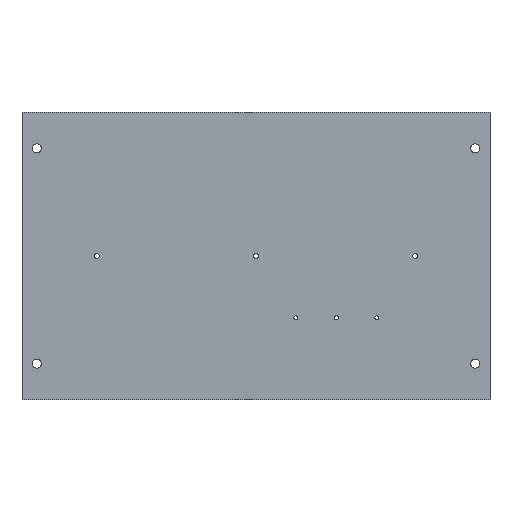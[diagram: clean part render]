
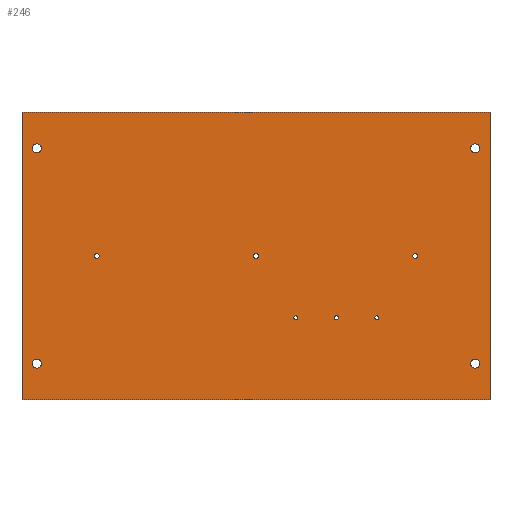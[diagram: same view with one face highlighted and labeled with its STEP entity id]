
A CAD part, top view. The second image highlights one B-rep face of the part: STEP entity #246.
In plain terms, the highlighted planar face has unit normal (0, 0, 1).
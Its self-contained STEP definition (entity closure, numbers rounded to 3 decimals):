
#24 = VERTEX_POINT('',#25);
#25 = CARTESIAN_POINT('',(-293.688,-180.181,2.032));
#31 = EDGE_CURVE('',#24,#32,#34,.T.);
#32 = VERTEX_POINT('',#33);
#33 = CARTESIAN_POINT('',(-293.688,180.181,2.032));
#34 = LINE('',#35,#36);
#35 = CARTESIAN_POINT('',(-293.688,-180.181,2.032));
#36 = VECTOR('',#37,1.);
#37 = DIRECTION('',(0.,1.,0.));
#64 = VERTEX_POINT('',#65);
#65 = CARTESIAN_POINT('',(293.688,-180.181,2.032));
#71 = EDGE_CURVE('',#64,#24,#72,.T.);
#72 = LINE('',#73,#74);
#73 = CARTESIAN_POINT('',(293.688,-180.181,2.032));
#74 = VECTOR('',#75,1.);
#75 = DIRECTION('',(-1.,0.,0.));
#93 = EDGE_CURVE('',#32,#94,#96,.T.);
#94 = VERTEX_POINT('',#95);
#95 = CARTESIAN_POINT('',(293.688,180.181,2.032));
#96 = LINE('',#97,#98);
#97 = CARTESIAN_POINT('',(-293.688,180.181,2.032));
#98 = VECTOR('',#99,1.);
#99 = DIRECTION('',(1.,0.,0.));
#246 = ADVANCED_FACE('',(#247,#258,#269,#280,#291,#302,#313,#324,#335,
    #346,#357),#368,.T.);
#247 = FACE_BOUND('',#248,.T.);
#248 = EDGE_LOOP('',(#249,#250,#251,#257));
#249 = ORIENTED_EDGE('',*,*,#31,.F.);
#250 = ORIENTED_EDGE('',*,*,#71,.F.);
#251 = ORIENTED_EDGE('',*,*,#252,.F.);
#252 = EDGE_CURVE('',#94,#64,#253,.T.);
#253 = LINE('',#254,#255);
#254 = CARTESIAN_POINT('',(293.688,180.181,2.032));
#255 = VECTOR('',#256,1.);
#256 = DIRECTION('',(0.,-1.,0.));
#257 = ORIENTED_EDGE('',*,*,#93,.F.);
#258 = FACE_BOUND('',#259,.T.);
#259 = EDGE_LOOP('',(#260));
#260 = ORIENTED_EDGE('',*,*,#261,.T.);
#261 = EDGE_CURVE('',#262,#262,#264,.T.);
#262 = VERTEX_POINT('',#263);
#263 = CARTESIAN_POINT('',(-269.3,-135.,2.032));
#264 = CIRCLE('',#265,5.7);
#265 = AXIS2_PLACEMENT_3D('',#266,#267,#268);
#266 = CARTESIAN_POINT('',(-275.,-135.,2.032));
#267 = DIRECTION('',(0.,0.,-1.));
#268 = DIRECTION('',(1.,0.,0.));
#269 = FACE_BOUND('',#270,.T.);
#270 = EDGE_LOOP('',(#271));
#271 = ORIENTED_EDGE('',*,*,#272,.F.);
#272 = EDGE_CURVE('',#273,#273,#275,.T.);
#273 = VERTEX_POINT('',#274);
#274 = CARTESIAN_POINT('',(52.54,-77.648,2.032));
#275 = CIRCLE('',#276,2.54);
#276 = AXIS2_PLACEMENT_3D('',#277,#278,#279);
#277 = CARTESIAN_POINT('',(50.,-77.648,2.032));
#278 = DIRECTION('',(0.,0.,1.));
#279 = DIRECTION('',(1.,0.,0.));
#280 = FACE_BOUND('',#281,.T.);
#281 = EDGE_LOOP('',(#282));
#282 = ORIENTED_EDGE('',*,*,#283,.F.);
#283 = EDGE_CURVE('',#284,#284,#286,.T.);
#284 = VERTEX_POINT('',#285);
#285 = CARTESIAN_POINT('',(103.34,-77.648,2.032));
#286 = CIRCLE('',#287,2.54);
#287 = AXIS2_PLACEMENT_3D('',#288,#289,#290);
#288 = CARTESIAN_POINT('',(100.8,-77.648,2.032));
#289 = DIRECTION('',(0.,0.,1.));
#290 = DIRECTION('',(1.,0.,0.));
#291 = FACE_BOUND('',#292,.T.);
#292 = EDGE_LOOP('',(#293));
#293 = ORIENTED_EDGE('',*,*,#294,.T.);
#294 = EDGE_CURVE('',#295,#295,#297,.T.);
#295 = VERTEX_POINT('',#296);
#296 = CARTESIAN_POINT('',(280.7,-135.,2.032));
#297 = CIRCLE('',#298,5.7);
#298 = AXIS2_PLACEMENT_3D('',#299,#300,#301);
#299 = CARTESIAN_POINT('',(275.,-135.,2.032));
#300 = DIRECTION('',(0.,0.,-1.));
#301 = DIRECTION('',(1.,0.,0.));
#302 = FACE_BOUND('',#303,.T.);
#303 = EDGE_LOOP('',(#304));
#304 = ORIENTED_EDGE('',*,*,#305,.F.);
#305 = EDGE_CURVE('',#306,#306,#308,.T.);
#306 = VERTEX_POINT('',#307);
#307 = CARTESIAN_POINT('',(154.14,-77.648,2.032));
#308 = CIRCLE('',#309,2.54);
#309 = AXIS2_PLACEMENT_3D('',#310,#311,#312);
#310 = CARTESIAN_POINT('',(151.6,-77.648,2.032));
#311 = DIRECTION('',(0.,0.,1.));
#312 = DIRECTION('',(1.,0.,0.));
#313 = FACE_BOUND('',#314,.T.);
#314 = EDGE_LOOP('',(#315));
#315 = ORIENTED_EDGE('',*,*,#316,.F.);
#316 = EDGE_CURVE('',#317,#317,#319,.T.);
#317 = VERTEX_POINT('',#318);
#318 = CARTESIAN_POINT('',(-196.85,0.,2.032));
#319 = CIRCLE('',#320,3.15);
#320 = AXIS2_PLACEMENT_3D('',#321,#322,#323);
#321 = CARTESIAN_POINT('',(-200.,0.,2.032));
#322 = DIRECTION('',(0.,0.,1.));
#323 = DIRECTION('',(1.,0.,0.));
#324 = FACE_BOUND('',#325,.T.);
#325 = EDGE_LOOP('',(#326));
#326 = ORIENTED_EDGE('',*,*,#327,.T.);
#327 = EDGE_CURVE('',#328,#328,#330,.T.);
#328 = VERTEX_POINT('',#329);
#329 = CARTESIAN_POINT('',(-269.3,135.,2.032));
#330 = CIRCLE('',#331,5.7);
#331 = AXIS2_PLACEMENT_3D('',#332,#333,#334);
#332 = CARTESIAN_POINT('',(-275.,135.,2.032));
#333 = DIRECTION('',(0.,0.,-1.));
#334 = DIRECTION('',(1.,0.,0.));
#335 = FACE_BOUND('',#336,.T.);
#336 = EDGE_LOOP('',(#337));
#337 = ORIENTED_EDGE('',*,*,#338,.F.);
#338 = EDGE_CURVE('',#339,#339,#341,.T.);
#339 = VERTEX_POINT('',#340);
#340 = CARTESIAN_POINT('',(3.15,0.,2.032));
#341 = CIRCLE('',#342,3.15);
#342 = AXIS2_PLACEMENT_3D('',#343,#344,#345);
#343 = CARTESIAN_POINT('',(0.,0.,2.032));
#344 = DIRECTION('',(0.,0.,1.));
#345 = DIRECTION('',(1.,0.,0.));
#346 = FACE_BOUND('',#347,.T.);
#347 = EDGE_LOOP('',(#348));
#348 = ORIENTED_EDGE('',*,*,#349,.F.);
#349 = EDGE_CURVE('',#350,#350,#352,.T.);
#350 = VERTEX_POINT('',#351);
#351 = CARTESIAN_POINT('',(203.15,0.,2.032));
#352 = CIRCLE('',#353,3.15);
#353 = AXIS2_PLACEMENT_3D('',#354,#355,#356);
#354 = CARTESIAN_POINT('',(200.,0.,2.032));
#355 = DIRECTION('',(0.,0.,1.));
#356 = DIRECTION('',(1.,0.,0.));
#357 = FACE_BOUND('',#358,.T.);
#358 = EDGE_LOOP('',(#359));
#359 = ORIENTED_EDGE('',*,*,#360,.T.);
#360 = EDGE_CURVE('',#361,#361,#363,.T.);
#361 = VERTEX_POINT('',#362);
#362 = CARTESIAN_POINT('',(280.7,135.,2.032));
#363 = CIRCLE('',#364,5.7);
#364 = AXIS2_PLACEMENT_3D('',#365,#366,#367);
#365 = CARTESIAN_POINT('',(275.,135.,2.032));
#366 = DIRECTION('',(0.,0.,-1.));
#367 = DIRECTION('',(1.,0.,0.));
#368 = PLANE('',#369);
#369 = AXIS2_PLACEMENT_3D('',#370,#371,#372);
#370 = CARTESIAN_POINT('',(0.,0.,2.032));
#371 = DIRECTION('',(0.,0.,1.));
#372 = DIRECTION('',(1.,0.,0.));
